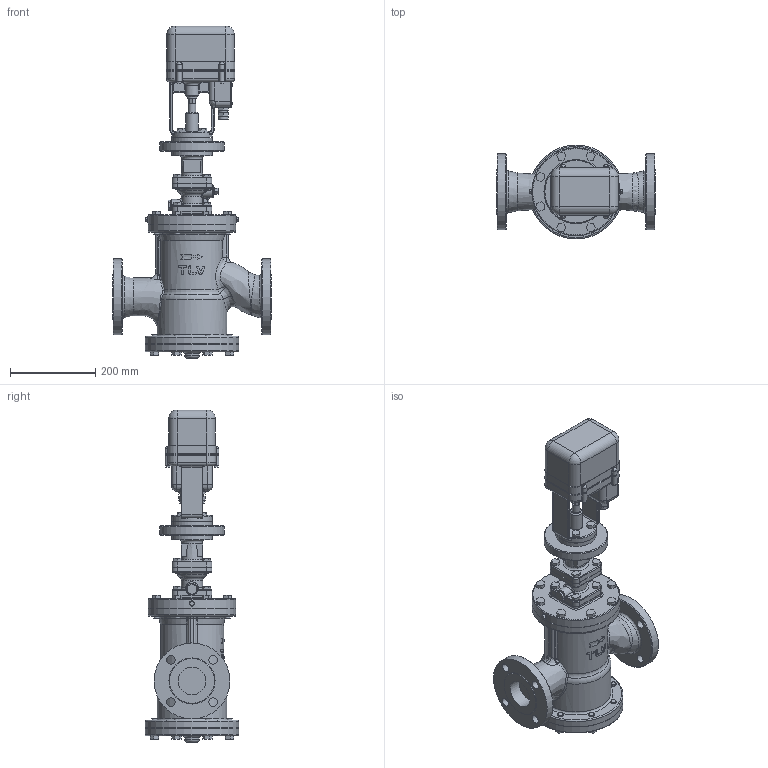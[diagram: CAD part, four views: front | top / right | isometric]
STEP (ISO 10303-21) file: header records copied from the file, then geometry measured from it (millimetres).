
FILE_DESCRIPTION(/* description */ (''),/* implementation_level */ '2;1');
FILE_NAME(/* name */ 'ccr16-065-a0150-00.stp',/* time_stamp */ '2018-01-16T09:15:01+09:00',/* author */ ('nakaot'),/* organization */ (''),/* preprocessor_version */ 'ST-DEVELOPER v15.6',/* originating_system */ 'Autodesk Inventor 2015',/* authorisation */ '');
FILE_SCHEMA (('CONFIG_CONTROL_DESIGN'));
Length unit declared in the file: millimetre
Products named in the file (1): ccr16-065-a0150-00
Bounding box: 372 x 220 x 778 mm (x, y, z)
Volume: 13419308.7 mm3; surface area: 884586.8 mm2
Topology: 1 solids, 1 shells, 1093 faces, 2666 edges, 1667 vertices
Faces by surface type: plane 576, cylinder 291, torus 100, bspline 98, sphere 18, cone 10
Full cylindrical faces by diameter (mm): 5.5 x4, 5.9 x4, 6 x4, 10 x12, 12 x34, 16.918 x1, 17 x1, 18 x1, 20 x10, 21 x1, 23 x1, 24 x2, 27 x1, 30 x2, 32 x1, 34 x1, 41.003 x1, 43.962 x1, 53.888 x1, 58.297 x1, 59.474 x1, 65 x2, 95 x3, 124.078 x1, 146.683 x1, 150 x1, 164 x1, 178 x2, 206 x2, 220 x2
Entity records: 36950 total; most frequent: CARTESIAN_POINT 12078, DIRECTION 5028, ORIENTED_EDGE 5000, EDGE_CURVE 2500, AXIS2_PLACEMENT_3D 1832, VERTEX_POINT 1648, EDGE_LOOP 1400, LINE 1364
